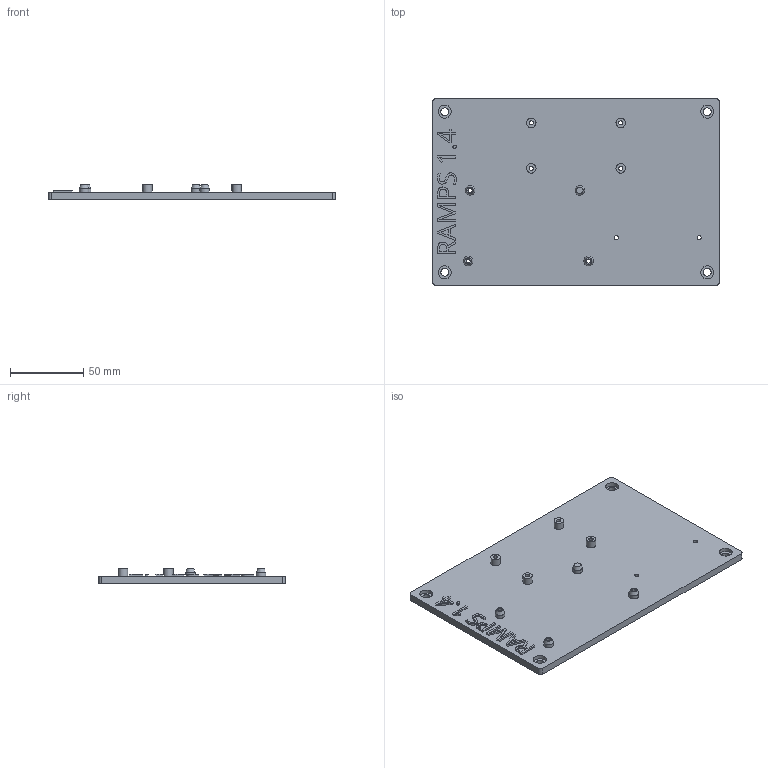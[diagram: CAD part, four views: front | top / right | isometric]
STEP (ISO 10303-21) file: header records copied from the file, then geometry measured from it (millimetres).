
FILE_DESCRIPTION(/* description */ ('STEP AP242','CAx-IF Rec.Pracs.---Representation and Presentation of Product Manufacturing Information (PMI)---4.0---2014-10-13','CAx-IF Rec.Pracs.---3D Tessellated Geometry---0.4---2014-09-14','2;1'),/* implementation_level */ '2;1');
FILE_NAME(/* name */ '62db2f303b82165e16cad255',/* time_stamp */ '2022-07-22T23:13:52+00:00',/* author */ (''),/* organization */ (''),/* preprocessor_version */ 'ST-DEVELOPER v18.102',/* originating_system */ ' ',/* authorisation */ ' ');
FILE_SCHEMA (('AP242_MANAGED_MODEL_BASED_3D_ENGINEERING_MIM_LF { 1 0 10303 442 1 1 4 }'));
Length unit declared in the file: metre
Products named in the file (1): MK5Kit_RAMPS24vBoardMount
Bounding box: 195.47 x 127.02 x 10 mm (x, y, z)
Volume: 124315.1 mm3; surface area: 55004.4 mm2
Topology: 1 solids, 1 shells, 186 faces, 476 edges, 316 vertices
Faces by surface type: plane 99, bspline 54, cylinder 29, cone 4
Full cylindrical faces by diameter (mm): 2.85 x9, 5.306 x4, 6.5 x8, 9 x4
Entity records: 5715 total; most frequent: CARTESIAN_POINT 1544, ORIENTED_EDGE 894, DIRECTION 667, EDGE_CURVE 447, VERTEX_POINT 316, LINE 277, VECTOR 277, EDGE_LOOP 265
